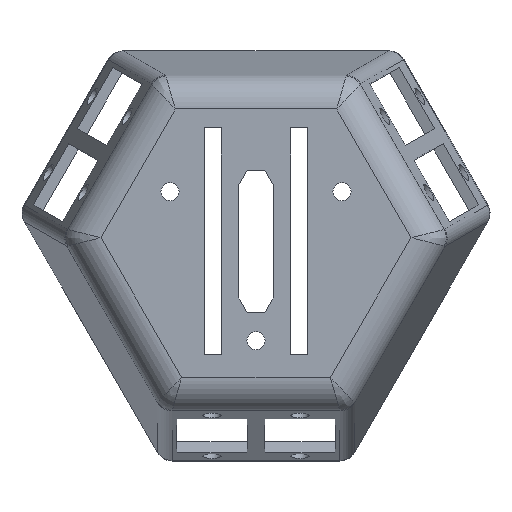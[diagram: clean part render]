
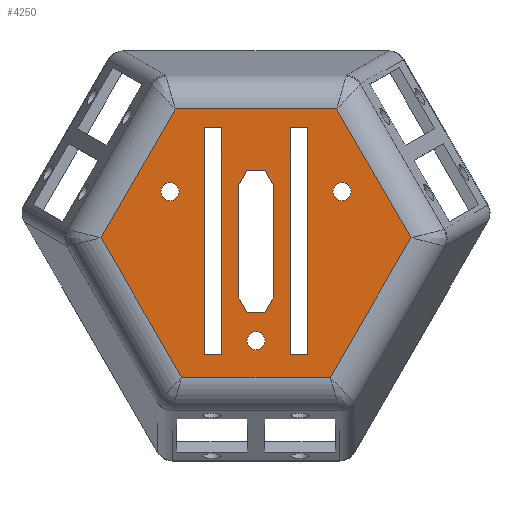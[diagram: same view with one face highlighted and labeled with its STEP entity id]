
A CAD part, top view. The second image highlights one B-rep face of the part: STEP entity #4250.
In plain terms, the highlighted planar face has unit normal (0, 0, 1).
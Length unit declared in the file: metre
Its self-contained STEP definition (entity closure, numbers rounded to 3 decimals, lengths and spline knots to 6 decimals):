
#528=LINE('',#7060,#905);
#529=LINE('',#7063,#906);
#530=LINE('',#7065,#907);
#531=LINE('',#7067,#908);
#532=LINE('',#7069,#909);
#533=LINE('',#7071,#910);
#534=LINE('',#7073,#911);
#535=LINE('',#7075,#912);
#536=LINE('',#7082,#913);
#537=LINE('',#7085,#914);
#538=LINE('',#7087,#915);
#539=LINE('',#7089,#916);
#540=LINE('',#7090,#917);
#541=LINE('',#7093,#918);
#542=LINE('',#7095,#919);
#543=LINE('',#7097,#920);
#544=LINE('',#7098,#921);
#545=LINE('',#7099,#922);
#546=LINE('',#7100,#923);
#547=LINE('',#7101,#924);
#548=LINE('',#7102,#925);
#549=LINE('',#7103,#926);
#905=VECTOR('',#5660,1.);
#906=VECTOR('',#5661,1.);
#907=VECTOR('',#5662,1.);
#908=VECTOR('',#5663,1.);
#909=VECTOR('',#5664,1.);
#910=VECTOR('',#5665,1.);
#911=VECTOR('',#5666,1.);
#912=VECTOR('',#5667,1.);
#913=VECTOR('',#5674,1.);
#914=VECTOR('',#5675,1.);
#915=VECTOR('',#5676,1.);
#916=VECTOR('',#5677,1.);
#917=VECTOR('',#5678,1.);
#918=VECTOR('',#5679,1.);
#919=VECTOR('',#5680,1.);
#920=VECTOR('',#5681,1.);
#921=VECTOR('',#5682,1.);
#922=VECTOR('',#5683,1.);
#923=VECTOR('',#5684,1.);
#924=VECTOR('',#5685,1.);
#925=VECTOR('',#5686,1.);
#926=VECTOR('',#5687,1.);
#1776=ORIENTED_EDGE('',*,*,#2657,.F.);
#1777=ORIENTED_EDGE('',*,*,#2658,.F.);
#1778=ORIENTED_EDGE('',*,*,#2659,.T.);
#1779=ORIENTED_EDGE('',*,*,#2660,.T.);
#1780=ORIENTED_EDGE('',*,*,#2661,.T.);
#1781=ORIENTED_EDGE('',*,*,#2662,.F.);
#1782=ORIENTED_EDGE('',*,*,#2663,.F.);
#1783=ORIENTED_EDGE('',*,*,#2664,.F.);
#1784=ORIENTED_EDGE('',*,*,#2665,.F.);
#1785=ORIENTED_EDGE('',*,*,#2666,.F.);
#1786=ORIENTED_EDGE('',*,*,#2667,.F.);
#1787=ORIENTED_EDGE('',*,*,#2668,.F.);
#1788=ORIENTED_EDGE('',*,*,#2669,.T.);
#1789=ORIENTED_EDGE('',*,*,#2670,.T.);
#1790=ORIENTED_EDGE('',*,*,#2671,.F.);
#1791=ORIENTED_EDGE('',*,*,#2672,.F.);
#1792=ORIENTED_EDGE('',*,*,#2673,.T.);
#1793=ORIENTED_EDGE('',*,*,#2674,.T.);
#1794=ORIENTED_EDGE('',*,*,#2675,.F.);
#1795=ORIENTED_EDGE('',*,*,#2676,.T.);
#1796=ORIENTED_EDGE('',*,*,#2677,.T.);
#1797=ORIENTED_EDGE('',*,*,#2678,.T.);
#1798=ORIENTED_EDGE('',*,*,#2679,.T.);
#1799=ORIENTED_EDGE('',*,*,#2680,.T.);
#1800=ORIENTED_EDGE('',*,*,#2681,.T.);
#2657=EDGE_CURVE('',#3128,#3129,#528,.T.);
#2658=EDGE_CURVE('',#3130,#3128,#529,.T.);
#2659=EDGE_CURVE('',#3130,#3131,#530,.T.);
#2660=EDGE_CURVE('',#3131,#3132,#531,.T.);
#2661=EDGE_CURVE('',#3132,#3133,#532,.T.);
#2662=EDGE_CURVE('',#3134,#3133,#533,.T.);
#2663=EDGE_CURVE('',#3135,#3134,#534,.T.);
#2664=EDGE_CURVE('',#3129,#3135,#535,.T.);
#2665=EDGE_CURVE('',#3136,#3136,#3317,.T.);
#2666=EDGE_CURVE('',#3137,#3137,#3318,.T.);
#2667=EDGE_CURVE('',#3138,#3138,#3319,.T.);
#2668=EDGE_CURVE('',#3139,#3140,#536,.T.);
#2669=EDGE_CURVE('',#3139,#3141,#537,.T.);
#2670=EDGE_CURVE('',#3141,#3142,#538,.T.);
#2671=EDGE_CURVE('',#3140,#3142,#539,.T.);
#2672=EDGE_CURVE('',#3143,#3144,#540,.T.);
#2673=EDGE_CURVE('',#3143,#3145,#541,.T.);
#2674=EDGE_CURVE('',#3145,#3146,#542,.T.);
#2675=EDGE_CURVE('',#3144,#3146,#543,.T.);
#2676=EDGE_CURVE('',#3125,#3122,#544,.T.);
#2677=EDGE_CURVE('',#3122,#3119,#545,.T.);
#2678=EDGE_CURVE('',#3119,#3115,#546,.T.);
#2679=EDGE_CURVE('',#3115,#3110,#547,.T.);
#2680=EDGE_CURVE('',#3110,#3116,#548,.T.);
#2681=EDGE_CURVE('',#3116,#3125,#549,.T.);
#3110=VERTEX_POINT('',#6934);
#3115=VERTEX_POINT('',#6961);
#3116=VERTEX_POINT('',#6982);
#3119=VERTEX_POINT('',#7006);
#3122=VERTEX_POINT('',#7030);
#3125=VERTEX_POINT('',#7054);
#3128=VERTEX_POINT('',#7061);
#3129=VERTEX_POINT('',#7062);
#3130=VERTEX_POINT('',#7064);
#3131=VERTEX_POINT('',#7066);
#3132=VERTEX_POINT('',#7068);
#3133=VERTEX_POINT('',#7070);
#3134=VERTEX_POINT('',#7072);
#3135=VERTEX_POINT('',#7074);
#3136=VERTEX_POINT('',#7077);
#3137=VERTEX_POINT('',#7079);
#3138=VERTEX_POINT('',#7081);
#3139=VERTEX_POINT('',#7083);
#3140=VERTEX_POINT('',#7084);
#3141=VERTEX_POINT('',#7086);
#3142=VERTEX_POINT('',#7088);
#3143=VERTEX_POINT('',#7091);
#3144=VERTEX_POINT('',#7092);
#3145=VERTEX_POINT('',#7094);
#3146=VERTEX_POINT('',#7096);
#3317=CIRCLE('',#4647,0.0016);
#3318=CIRCLE('',#4648,0.0016);
#3319=CIRCLE('',#4649,0.0016);
#3547=EDGE_LOOP('',(#1776,#1777,#1778,#1779,#1780,#1781,#1782,#1783));
#3548=EDGE_LOOP('',(#1784));
#3549=EDGE_LOOP('',(#1785));
#3550=EDGE_LOOP('',(#1786));
#3551=EDGE_LOOP('',(#1787,#1788,#1789,#1790));
#3552=EDGE_LOOP('',(#1791,#1792,#1793,#1794));
#3553=EDGE_LOOP('',(#1795,#1796,#1797,#1798,#1799,#1800));
#3869=FACE_BOUND('',#3547,.T.);
#3870=FACE_BOUND('',#3548,.T.);
#3871=FACE_BOUND('',#3549,.T.);
#3872=FACE_BOUND('',#3550,.T.);
#3873=FACE_BOUND('',#3551,.T.);
#3874=FACE_BOUND('',#3552,.T.);
#3875=FACE_BOUND('',#3553,.T.);
#4059=PLANE('',#4646);
#4250=ADVANCED_FACE('',(#3869,#3870,#3871,#3872,#3873,#3874,#3875),#4059,
 .T.);
#4646=AXIS2_PLACEMENT_3D('',#7059,#5658,#5659);
#4647=AXIS2_PLACEMENT_3D('',#7076,#5668,#5669);
#4648=AXIS2_PLACEMENT_3D('',#7078,#5670,#5671);
#4649=AXIS2_PLACEMENT_3D('',#7080,#5672,#5673);
#5658=DIRECTION('',(0.,0.,1.));
#5659=DIRECTION('',(1.,0.,0.));
#5660=DIRECTION('',(0.5,-0.866,0.));
#5661=DIRECTION('',(0.,-1.,0.));
#5662=DIRECTION('',(0.5,0.866,0.));
#5663=DIRECTION('',(1.,0.,0.));
#5664=DIRECTION('',(0.5,-0.866,0.));
#5665=DIRECTION('',(0.,1.,0.));
#5666=DIRECTION('',(0.5,0.866,0.));
#5667=DIRECTION('',(1.,0.,0.));
#5668=DIRECTION('',(0.,0.,1.));
#5669=DIRECTION('',(1.,0.,0.));
#5670=DIRECTION('',(0.,0.,1.));
#5671=DIRECTION('',(1.,0.,0.));
#5672=DIRECTION('',(0.,0.,1.));
#5673=DIRECTION('',(1.,0.,0.));
#5674=DIRECTION('',(-1.,0.,0.));
#5675=DIRECTION('',(0.,-1.,0.));
#5676=DIRECTION('',(-1.,0.,0.));
#5677=DIRECTION('',(0.,-1.,0.));
#5678=DIRECTION('',(-1.,0.,0.));
#5679=DIRECTION('',(0.,-1.,0.));
#5680=DIRECTION('',(-1.,0.,0.));
#5681=DIRECTION('',(0.,-1.,0.));
#5682=DIRECTION('',(-1.,0.,0.));
#5683=DIRECTION('',(-0.5,-0.866,0.));
#5684=DIRECTION('',(0.5,-0.866,0.));
#5685=DIRECTION('',(1.,0.,0.));
#5686=DIRECTION('',(0.5,0.866,0.));
#5687=DIRECTION('',(-0.5,0.866,0.));
#6934=CARTESIAN_POINT('',(0.013096,-0.023975,0.04));
#6961=CARTESIAN_POINT('',(-0.013096,-0.023975,0.04));
#6982=CARTESIAN_POINT('',(0.027311,0.000646,0.04));
#7006=CARTESIAN_POINT('',(-0.027311,0.000646,0.04));
#7030=CARTESIAN_POINT('',(-0.014215,0.023329,0.04));
#7054=CARTESIAN_POINT('',(0.014215,0.023329,0.04));
#7059=CARTESIAN_POINT('',(0.,0.,0.04));
#7060=CARTESIAN_POINT('',(-0.00234,-0.011149,0.04));
#7061=CARTESIAN_POINT('',(-0.00312,-0.009798,0.04));
#7062=CARTESIAN_POINT('',(-0.00156,-0.0125,0.04));
#7063=CARTESIAN_POINT('',(-0.00312,-0.004899,0.04));
#7064=CARTESIAN_POINT('',(-0.00312,0.009798,0.04));
#7065=CARTESIAN_POINT('',(-0.00234,0.011149,0.04));
#7066=CARTESIAN_POINT('',(-0.00156,0.0125,0.04));
#7067=CARTESIAN_POINT('',(0.,0.0125,0.04));
#7068=CARTESIAN_POINT('',(0.00156,0.0125,0.04));
#7069=CARTESIAN_POINT('',(0.00234,0.011149,0.04));
#7070=CARTESIAN_POINT('',(0.00312,0.009798,0.04));
#7071=CARTESIAN_POINT('',(0.00312,-0.004899,0.04));
#7072=CARTESIAN_POINT('',(0.00312,-0.009798,0.04));
#7073=CARTESIAN_POINT('',(0.00234,-0.011149,0.04));
#7074=CARTESIAN_POINT('',(0.00156,-0.0125,0.04));
#7075=CARTESIAN_POINT('',(0.,-0.0125,0.04));
#7076=CARTESIAN_POINT('',(0.015156,0.00875,0.04));
#7077=CARTESIAN_POINT('',(0.016756,0.00875,0.04));
#7078=CARTESIAN_POINT('',(0.,-0.017501,0.04));
#7079=CARTESIAN_POINT('',(0.0016,-0.017501,0.04));
#7080=CARTESIAN_POINT('',(-0.015156,0.00875,0.04));
#7081=CARTESIAN_POINT('',(-0.013556,0.00875,0.04));
#7082=CARTESIAN_POINT('',(-0.00762,0.02,0.04));
#7083=CARTESIAN_POINT('',(-0.00612,0.02,0.04));
#7084=CARTESIAN_POINT('',(-0.00912,0.02,0.04));
#7085=CARTESIAN_POINT('',(-0.00612,0.,0.04));
#7086=CARTESIAN_POINT('',(-0.00612,-0.02,0.04));
#7087=CARTESIAN_POINT('',(-0.00762,-0.02,0.04));
#7088=CARTESIAN_POINT('',(-0.00912,-0.02,0.04));
#7089=CARTESIAN_POINT('',(-0.00912,0.,0.04));
#7090=CARTESIAN_POINT('',(0.00762,0.02,0.04));
#7091=CARTESIAN_POINT('',(0.00912,0.02,0.04));
#7092=CARTESIAN_POINT('',(0.00612,0.02,0.04));
#7093=CARTESIAN_POINT('',(0.00912,0.,0.04));
#7094=CARTESIAN_POINT('',(0.00912,-0.02,0.04));
#7095=CARTESIAN_POINT('',(0.00762,-0.02,0.04));
#7096=CARTESIAN_POINT('',(0.00612,-0.02,0.04));
#7097=CARTESIAN_POINT('',(0.00612,0.,0.04));
#7098=CARTESIAN_POINT('',(0.,0.023329,0.04));
#7099=CARTESIAN_POINT('',(-0.020763,0.011987,0.04));
#7100=CARTESIAN_POINT('',(-0.020204,-0.011665,0.04));
#7101=CARTESIAN_POINT('',(0.,-0.023975,0.04));
#7102=CARTESIAN_POINT('',(0.020204,-0.011665,0.04));
#7103=CARTESIAN_POINT('',(0.020763,0.011987,0.04));
